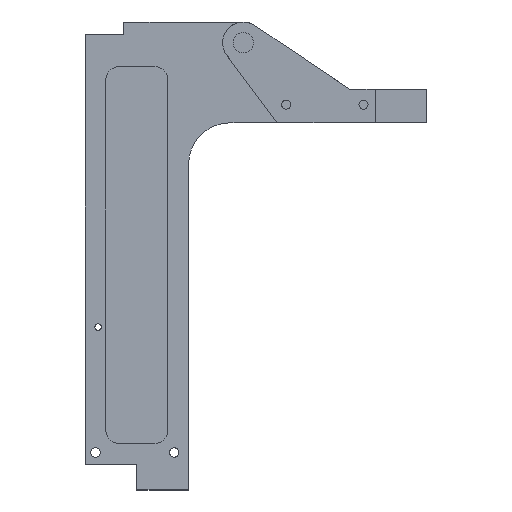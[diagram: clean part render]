
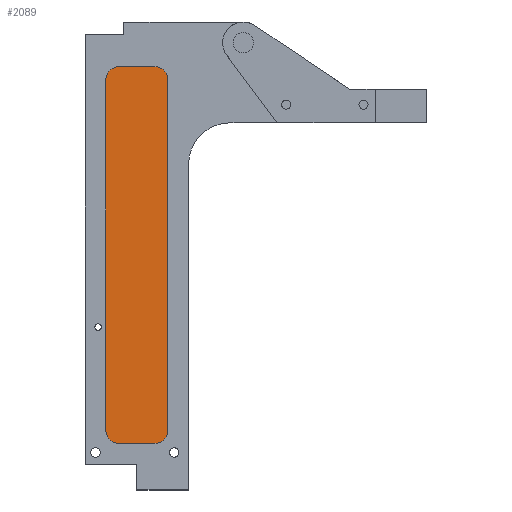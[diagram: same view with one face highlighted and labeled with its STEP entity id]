
A CAD part, top view. The second image highlights one B-rep face of the part: STEP entity #2089.
In plain terms, the highlighted planar face has unit normal (0, 0, 1).
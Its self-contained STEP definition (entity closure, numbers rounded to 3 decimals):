
#32 = EDGE_CURVE ( 'NONE', #1707, #439, #2084, .T. ) ;
#71 = CARTESIAN_POINT ( 'NONE',  ( -111.352, 418., -94. ) ) ;
#149 = CARTESIAN_POINT ( 'NONE',  ( -106.352, 418., -94. ) ) ;
#192 = VECTOR ( 'NONE', #649, 1000. ) ;
#195 = AXIS2_PLACEMENT_3D ( 'NONE', #1229, #1259, #1267 ) ;
#226 = CARTESIAN_POINT ( 'NONE',  ( -87.352, 418., -94. ) ) ;
#230 = DIRECTION ( 'NONE',  ( 0., 0., 1. ) ) ;
#268 = VERTEX_POINT ( 'NONE', #711 ) ;
#288 = AXIS2_PLACEMENT_3D ( 'NONE', #1562, #230, #1965 ) ;
#333 = AXIS2_PLACEMENT_3D ( 'NONE', #1466, #1092, #1871 ) ;
#339 = CARTESIAN_POINT ( 'NONE',  ( -111.352, 553.68, -94. ) ) ;
#363 = CARTESIAN_POINT ( 'NONE',  ( -87.352, 553.68, -94. ) ) ;
#374 = CARTESIAN_POINT ( 'NONE',  ( -106.352, 553.68, -94. ) ) ;
#439 = VERTEX_POINT ( 'NONE', #485 ) ;
#485 = CARTESIAN_POINT ( 'NONE',  ( -106.352, 413., -94. ) ) ;
#498 = ORIENTED_EDGE ( 'NONE', *, *, #1962, .T. ) ;
#500 = ORIENTED_EDGE ( 'NONE', *, *, #2393, .T. ) ;
#503 = EDGE_CURVE ( 'NONE', #2403, #1792, #1959, .T. ) ;
#515 = DIRECTION ( 'NONE',  ( -1., 0., 0. ) ) ;
#530 = CARTESIAN_POINT ( 'NONE',  ( -92.352, 413., -94. ) ) ;
#586 = CARTESIAN_POINT ( 'NONE',  ( -111.352, 413., -94. ) ) ;
#649 = DIRECTION ( 'NONE',  ( 0., -1., 0. ) ) ;
#711 = CARTESIAN_POINT ( 'NONE',  ( -106.352, 558.68, -94. ) ) ;
#745 = VECTOR ( 'NONE', #1115, 1000. ) ;
#875 = ORIENTED_EDGE ( 'NONE', *, *, #1401, .T. ) ;
#928 = CARTESIAN_POINT ( 'NONE',  ( -87.352, 413., -94. ) ) ;
#991 = VECTOR ( 'NONE', #1151, 1000. ) ;
#1043 = AXIS2_PLACEMENT_3D ( 'NONE', #149, #2465, #1885 ) ;
#1092 = DIRECTION ( 'NONE',  ( 0., 0., 1. ) ) ;
#1115 = DIRECTION ( 'NONE',  ( 0., 1., 0. ) ) ;
#1121 = ORIENTED_EDGE ( 'NONE', *, *, #2127, .T. ) ;
#1128 = ORIENTED_EDGE ( 'NONE', *, *, #503, .T. ) ;
#1151 = DIRECTION ( 'NONE',  ( 1., 0., 0. ) ) ;
#1208 = EDGE_CURVE ( 'NONE', #1621, #1707, #1804, .T. ) ;
#1229 = CARTESIAN_POINT ( 'NONE',  ( -92.352, 553.68, -94. ) ) ;
#1259 = DIRECTION ( 'NONE',  ( 0., 0., 1. ) ) ;
#1267 = DIRECTION ( 'NONE',  ( 1., 0., 0. ) ) ;
#1346 = ORIENTED_EDGE ( 'NONE', *, *, #1626, .T. ) ;
#1401 = EDGE_CURVE ( 'NONE', #2275, #2403, #1955, .T. ) ;
#1421 = CIRCLE ( 'NONE', #195, 5. ) ;
#1466 = CARTESIAN_POINT ( 'NONE',  ( -92.352, 418., -94. ) ) ;
#1562 = CARTESIAN_POINT ( 'NONE',  ( 0., 0., -94. ) ) ;
#1574 = CARTESIAN_POINT ( 'NONE',  ( -92.352, 558.68, -94. ) ) ;
#1621 = VERTEX_POINT ( 'NONE', #339 ) ;
#1626 = EDGE_CURVE ( 'NONE', #268, #1621, #2233, .T. ) ;
#1699 = VECTOR ( 'NONE', #515, 1000. ) ;
#1707 = VERTEX_POINT ( 'NONE', #71 ) ;
#1735 = DIRECTION ( 'NONE',  ( 1., 0., 0. ) ) ;
#1750 = CARTESIAN_POINT ( 'NONE',  ( -111.352, 558.68, -94. ) ) ;
#1769 = LINE ( 'NONE', #586, #991 ) ;
#1792 = VERTEX_POINT ( 'NONE', #363 ) ;
#1799 = FACE_OUTER_BOUND ( 'NONE', #1841, .T. ) ;
#1804 = LINE ( 'NONE', #1750, #192 ) ;
#1841 = EDGE_LOOP ( 'NONE', ( #500, #1346, #2435, #2421, #498, #875, #1128, #1121 ) ) ;
#1854 = CARTESIAN_POINT ( 'NONE',  ( -87.352, 558.68, -94. ) ) ;
#1871 = DIRECTION ( 'NONE',  ( 1., 0., 0. ) ) ;
#1885 = DIRECTION ( 'NONE',  ( 1., 0., 0. ) ) ;
#1955 = CIRCLE ( 'NONE', #333, 5. ) ;
#1959 = LINE ( 'NONE', #928, #745 ) ;
#1962 = EDGE_CURVE ( 'NONE', #439, #2275, #1769, .T. ) ;
#1965 = DIRECTION ( 'NONE',  ( 1., 0., 0. ) ) ;
#2036 = AXIS2_PLACEMENT_3D ( 'NONE', #374, #2341, #1735 ) ;
#2067 = VERTEX_POINT ( 'NONE', #1574 ) ;
#2084 = CIRCLE ( 'NONE', #1043, 5. ) ;
#2089 = ADVANCED_FACE ( 'NONE', ( #1799 ), #2151, .T. ) ;
#2127 = EDGE_CURVE ( 'NONE', #1792, #2067, #1421, .T. ) ;
#2129 = LINE ( 'NONE', #1854, #1699 ) ;
#2151 = PLANE ( 'NONE',  #288 ) ;
#2233 = CIRCLE ( 'NONE', #2036, 5. ) ;
#2275 = VERTEX_POINT ( 'NONE', #530 ) ;
#2341 = DIRECTION ( 'NONE',  ( 0., 0., 1. ) ) ;
#2393 = EDGE_CURVE ( 'NONE', #2067, #268, #2129, .T. ) ;
#2403 = VERTEX_POINT ( 'NONE', #226 ) ;
#2421 = ORIENTED_EDGE ( 'NONE', *, *, #32, .T. ) ;
#2435 = ORIENTED_EDGE ( 'NONE', *, *, #1208, .T. ) ;
#2465 = DIRECTION ( 'NONE',  ( 0., 0., 1. ) ) ;
